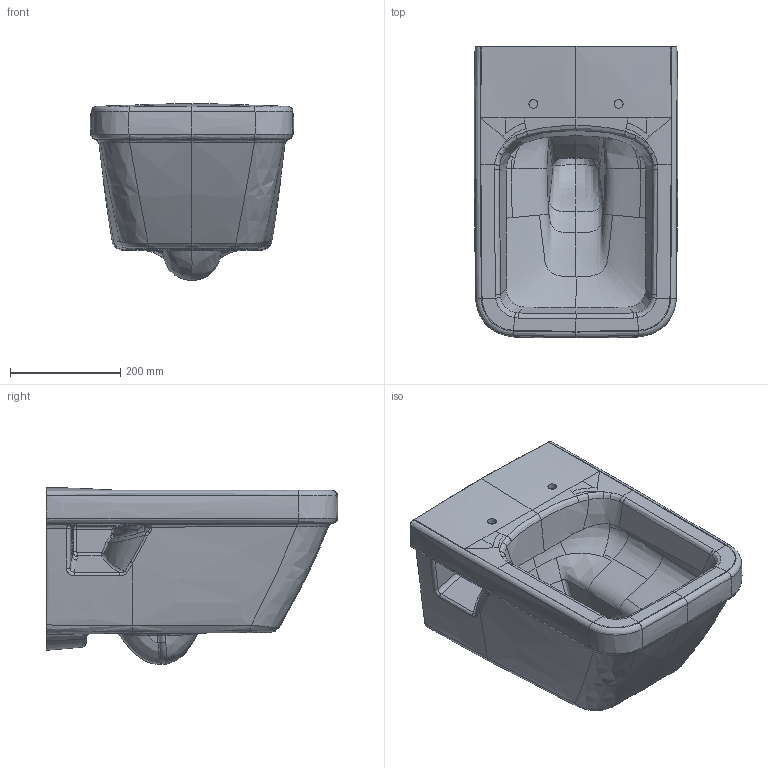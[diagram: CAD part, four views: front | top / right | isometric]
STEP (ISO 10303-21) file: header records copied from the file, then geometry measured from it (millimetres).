
FILE_DESCRIPTION(/* description */ (''),/* implementation_level */ '2;1');
FILE_NAME(/* name */ '568510_Matrix_WWC_14012013.stp',/* time_stamp */ '2019-03-04T10:21:12+01:00',/* author */ (''),/* organization */ (''),/* preprocessor_version */ 'ST-DEVELOPER v16',/* originating_system */ 'SIEMENS PLM Software NX 10.0',/* authorisation */ '');
FILE_SCHEMA (('AUTOMOTIVE_DESIGN { 1 0 10303 214 3 1 1 1 }'));
Products named in the file (1): Sier16789423tw4g
Bounding box: 369.74 x 529.7 x 321.21 mm (x, y, z)
Volume: 25119208.3 mm3; surface area: 1036056.2 mm2
Topology: 1 solids, 1 shells, 462 faces, 1199 edges, 721 vertices
Faces by surface type: bspline 422, plane 16, extrusion 8, cylinder 8, sphere 6, cone 2
Full cylindrical faces by diameter (mm): 16 x2
Entity records: 52329 total; most frequent: CARTESIAN_POINT 45012, ORIENTED_EDGE 2346, EDGE_CURVE 1173, B_SPLINE_CURVE_WITH_KNOTS 935, VERTEX_POINT 721, EDGE_LOOP 470, ADVANCED_FACE 462, FACE_OUTER_BOUND 454
